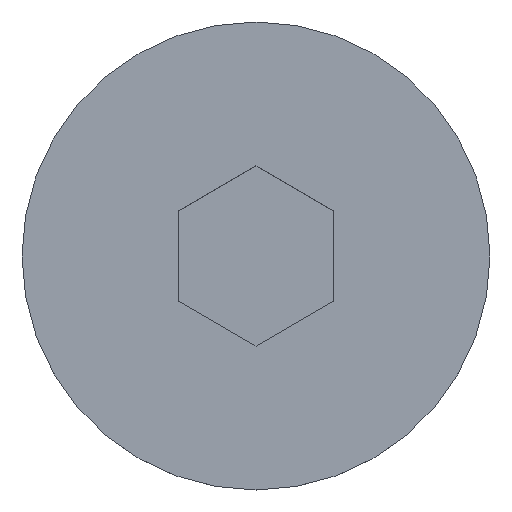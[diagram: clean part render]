
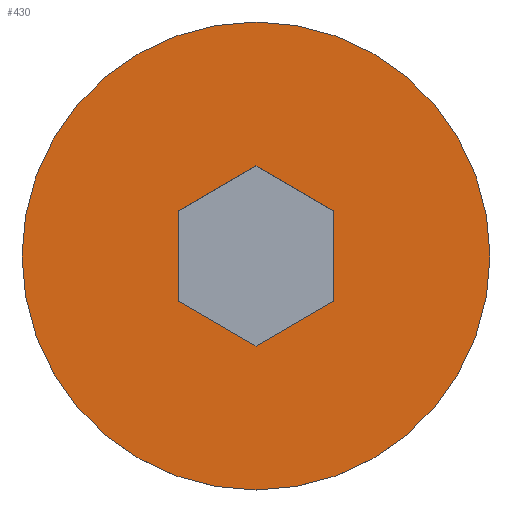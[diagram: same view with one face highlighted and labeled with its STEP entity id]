
A CAD part, top view. The second image highlights one B-rep face of the part: STEP entity #430.
In plain terms, the highlighted planar face has unit normal (0, 0, 1).
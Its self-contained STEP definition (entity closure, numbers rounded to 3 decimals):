
#2 = VECTOR ( 'NONE', #230, 1000. ) ;
#12 = VECTOR ( 'NONE', #17, 1000. ) ;
#17 = DIRECTION ( 'NONE',  ( 0., -1., 0. ) ) ;
#18 = CARTESIAN_POINT ( 'NONE',  ( 0., 2.309, 0. ) ) ;
#23 = DIRECTION ( 'NONE',  ( 0., 0., -1. ) ) ;
#32 = VERTEX_POINT ( 'NONE', #18 ) ;
#33 = DIRECTION ( 'NONE',  ( 0.866, -0.5, 0. ) ) ;
#38 = FACE_BOUND ( 'NONE', #443, .T. ) ;
#42 = EDGE_CURVE ( 'NONE', #403, #240, #76, .T. ) ;
#46 = EDGE_LOOP ( 'NONE', ( #98, #141 ) ) ;
#52 = VECTOR ( 'NONE', #393, 1000. ) ;
#56 = DIRECTION ( 'NONE',  ( 0., 0., 1. ) ) ;
#62 = CIRCLE ( 'NONE', #262, 6. ) ;
#66 = EDGE_CURVE ( 'NONE', #78, #337, #62, .T. ) ;
#76 = LINE ( 'NONE', #352, #421 ) ;
#78 = VERTEX_POINT ( 'NONE', #293 ) ;
#86 = FACE_OUTER_BOUND ( 'NONE', #46, .T. ) ;
#91 = EDGE_CURVE ( 'NONE', #32, #120, #264, .T. ) ;
#94 = CARTESIAN_POINT ( 'NONE',  ( 0., -2.309, 0. ) ) ;
#98 = ORIENTED_EDGE ( 'NONE', *, *, #450, .F. ) ;
#101 = DIRECTION ( 'NONE',  ( 1., 0., 0. ) ) ;
#120 = VERTEX_POINT ( 'NONE', #449 ) ;
#126 = LINE ( 'NONE', #192, #2 ) ;
#139 = CARTESIAN_POINT ( 'NONE',  ( 0., 0., 0. ) ) ;
#141 = ORIENTED_EDGE ( 'NONE', *, *, #66, .F. ) ;
#146 = DIRECTION ( 'NONE',  ( 0., 0., -1. ) ) ;
#148 = LINE ( 'NONE', #167, #52 ) ;
#167 = CARTESIAN_POINT ( 'NONE',  ( 2., -1.155, 0. ) ) ;
#178 = EDGE_CURVE ( 'NONE', #278, #32, #126, .T. ) ;
#192 = CARTESIAN_POINT ( 'NONE',  ( -2., 1.155, 0. ) ) ;
#194 = AXIS2_PLACEMENT_3D ( 'NONE', #440, #56, #315 ) ;
#199 = CARTESIAN_POINT ( 'NONE',  ( 2., 0., 0. ) ) ;
#229 = CIRCLE ( 'NONE', #320, 6. ) ;
#230 = DIRECTION ( 'NONE',  ( 0.866, 0.5, 0. ) ) ;
#233 = CARTESIAN_POINT ( 'NONE',  ( -2., 1.155, 0. ) ) ;
#240 = VERTEX_POINT ( 'NONE', #416 ) ;
#262 = AXIS2_PLACEMENT_3D ( 'NONE', #139, #146, #290 ) ;
#264 = LINE ( 'NONE', #364, #348 ) ;
#272 = ORIENTED_EDGE ( 'NONE', *, *, #406, .T. ) ;
#273 = PLANE ( 'NONE',  #194 ) ;
#278 = VERTEX_POINT ( 'NONE', #233 ) ;
#290 = DIRECTION ( 'NONE',  ( 1., 0., 0. ) ) ;
#293 = CARTESIAN_POINT ( 'NONE',  ( -6., 0., 0. ) ) ;
#296 = VERTEX_POINT ( 'NONE', #340 ) ;
#315 = DIRECTION ( 'NONE',  ( 1., 0., 0. ) ) ;
#320 = AXIS2_PLACEMENT_3D ( 'NONE', #360, #23, #101 ) ;
#325 = ORIENTED_EDGE ( 'NONE', *, *, #350, .T. ) ;
#337 = VERTEX_POINT ( 'NONE', #387 ) ;
#340 = CARTESIAN_POINT ( 'NONE',  ( 2., -1.155, 0. ) ) ;
#346 = VECTOR ( 'NONE', #353, 1000. ) ;
#348 = VECTOR ( 'NONE', #33, 1000. ) ;
#350 = EDGE_CURVE ( 'NONE', #120, #296, #413, .T. ) ;
#352 = CARTESIAN_POINT ( 'NONE',  ( 0., -2.309, 0. ) ) ;
#353 = DIRECTION ( 'NONE',  ( 0., 1., 0. ) ) ;
#360 = CARTESIAN_POINT ( 'NONE',  ( 0., 0., 0. ) ) ;
#364 = CARTESIAN_POINT ( 'NONE',  ( 0., 2.309, 0. ) ) ;
#387 = CARTESIAN_POINT ( 'NONE',  ( 6., 0., 0. ) ) ;
#393 = DIRECTION ( 'NONE',  ( -0.866, -0.5, 0. ) ) ;
#403 = VERTEX_POINT ( 'NONE', #94 ) ;
#406 = EDGE_CURVE ( 'NONE', #240, #278, #456, .T. ) ;
#413 = LINE ( 'NONE', #199, #12 ) ;
#416 = CARTESIAN_POINT ( 'NONE',  ( -2., -1.155, 0. ) ) ;
#417 = EDGE_CURVE ( 'NONE', #296, #403, #148, .T. ) ;
#421 = VECTOR ( 'NONE', #439, 1000. ) ;
#429 = CARTESIAN_POINT ( 'NONE',  ( -2., 0., 0. ) ) ;
#430 = ADVANCED_FACE ( 'NONE', ( #38, #86 ), #273, .T. ) ;
#439 = DIRECTION ( 'NONE',  ( -0.866, 0.5, 0. ) ) ;
#440 = CARTESIAN_POINT ( 'NONE',  ( 3., 0., 0. ) ) ;
#443 = EDGE_LOOP ( 'NONE', ( #325, #454, #476, #272, #477, #481 ) ) ;
#449 = CARTESIAN_POINT ( 'NONE',  ( 2., 1.155, 0. ) ) ;
#450 = EDGE_CURVE ( 'NONE', #337, #78, #229, .T. ) ;
#454 = ORIENTED_EDGE ( 'NONE', *, *, #417, .T. ) ;
#456 = LINE ( 'NONE', #429, #346 ) ;
#476 = ORIENTED_EDGE ( 'NONE', *, *, #42, .T. ) ;
#477 = ORIENTED_EDGE ( 'NONE', *, *, #178, .T. ) ;
#481 = ORIENTED_EDGE ( 'NONE', *, *, #91, .T. ) ;
